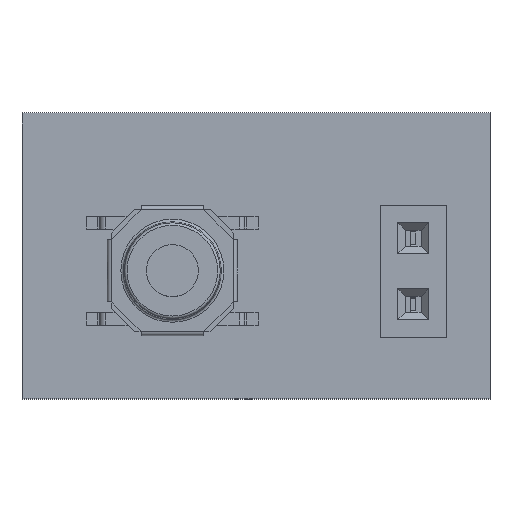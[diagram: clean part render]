
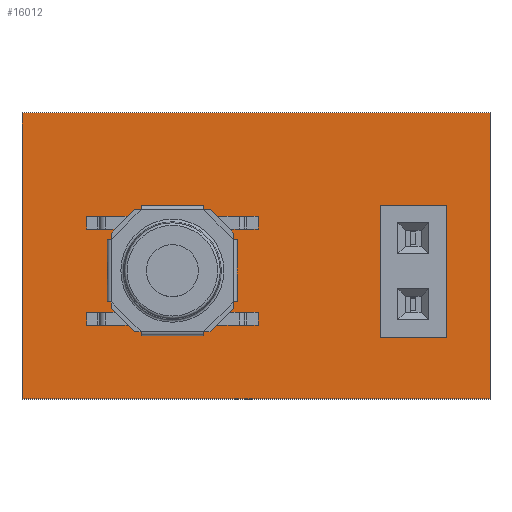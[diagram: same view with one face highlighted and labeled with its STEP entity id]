
A CAD part, top view. The second image highlights one B-rep face of the part: STEP entity #16012.
In plain terms, the highlighted planar face has unit normal (0, 0, 1).
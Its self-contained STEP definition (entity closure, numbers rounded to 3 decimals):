
#15655 = VERTEX_POINT('',#15656);
#15656 = CARTESIAN_POINT('',(-9.,5.5,1.6));
#15663 = PLANE('',#15664);
#15664 = AXIS2_PLACEMENT_3D('',#15665,#15666,#15667);
#15665 = CARTESIAN_POINT('',(-9.,5.5,0.));
#15666 = DIRECTION('',(0.,1.,0.));
#15667 = DIRECTION('',(1.,0.,0.));
#15675 = PLANE('',#15676);
#15676 = AXIS2_PLACEMENT_3D('',#15677,#15678,#15679);
#15677 = CARTESIAN_POINT('',(-9.,-5.5,0.));
#15678 = DIRECTION('',(-1.,0.,0.));
#15679 = DIRECTION('',(0.,1.,0.));
#15687 = EDGE_CURVE('',#15655,#15688,#15690,.T.);
#15688 = VERTEX_POINT('',#15689);
#15689 = CARTESIAN_POINT('',(9.,5.5,1.6));
#15690 = SURFACE_CURVE('',#15691,(#15695,#15702),.PCURVE_S1.);
#15691 = LINE('',#15692,#15693);
#15692 = CARTESIAN_POINT('',(-9.,5.5,1.6));
#15693 = VECTOR('',#15694,1.);
#15694 = DIRECTION('',(1.,0.,0.));
#15695 = PCURVE('',#15663,#15696);
#15696 = DEFINITIONAL_REPRESENTATION('',(#15697),#15701);
#15697 = LINE('',#15698,#15699);
#15698 = CARTESIAN_POINT('',(0.,-1.6));
#15699 = VECTOR('',#15700,1.);
#15700 = DIRECTION('',(1.,0.));
#15701 = ( GEOMETRIC_REPRESENTATION_CONTEXT(2) 
PARAMETRIC_REPRESENTATION_CONTEXT() REPRESENTATION_CONTEXT('2D SPACE',''
  ) );
#15702 = PCURVE('',#15703,#15708);
#15703 = PLANE('',#15704);
#15704 = AXIS2_PLACEMENT_3D('',#15705,#15706,#15707);
#15705 = CARTESIAN_POINT('',(0.,0.,1.6));
#15706 = DIRECTION('',(-0.,-0.,-1.));
#15707 = DIRECTION('',(-1.,0.,0.));
#15708 = DEFINITIONAL_REPRESENTATION('',(#15709),#15713);
#15709 = LINE('',#15710,#15711);
#15710 = CARTESIAN_POINT('',(9.,5.5));
#15711 = VECTOR('',#15712,1.);
#15712 = DIRECTION('',(-1.,0.));
#15713 = ( GEOMETRIC_REPRESENTATION_CONTEXT(2) 
PARAMETRIC_REPRESENTATION_CONTEXT() REPRESENTATION_CONTEXT('2D SPACE',''
  ) );
#15731 = PLANE('',#15732);
#15732 = AXIS2_PLACEMENT_3D('',#15733,#15734,#15735);
#15733 = CARTESIAN_POINT('',(9.,5.5,0.));
#15734 = DIRECTION('',(1.,0.,-0.));
#15735 = DIRECTION('',(0.,-1.,0.));
#15775 = VERTEX_POINT('',#15776);
#15776 = CARTESIAN_POINT('',(-9.,-5.5,1.6));
#15790 = PLANE('',#15791);
#15791 = AXIS2_PLACEMENT_3D('',#15792,#15793,#15794);
#15792 = CARTESIAN_POINT('',(9.,-5.5,0.));
#15793 = DIRECTION('',(0.,-1.,0.));
#15794 = DIRECTION('',(-1.,0.,0.));
#15802 = EDGE_CURVE('',#15775,#15655,#15803,.T.);
#15803 = SURFACE_CURVE('',#15804,(#15808,#15815),.PCURVE_S1.);
#15804 = LINE('',#15805,#15806);
#15805 = CARTESIAN_POINT('',(-9.,-5.5,1.6));
#15806 = VECTOR('',#15807,1.);
#15807 = DIRECTION('',(0.,1.,0.));
#15808 = PCURVE('',#15675,#15809);
#15809 = DEFINITIONAL_REPRESENTATION('',(#15810),#15814);
#15810 = LINE('',#15811,#15812);
#15811 = CARTESIAN_POINT('',(0.,-1.6));
#15812 = VECTOR('',#15813,1.);
#15813 = DIRECTION('',(1.,0.));
#15814 = ( GEOMETRIC_REPRESENTATION_CONTEXT(2) 
PARAMETRIC_REPRESENTATION_CONTEXT() REPRESENTATION_CONTEXT('2D SPACE',''
  ) );
#15815 = PCURVE('',#15703,#15816);
#15816 = DEFINITIONAL_REPRESENTATION('',(#15817),#15821);
#15817 = LINE('',#15818,#15819);
#15818 = CARTESIAN_POINT('',(9.,-5.5));
#15819 = VECTOR('',#15820,1.);
#15820 = DIRECTION('',(0.,1.));
#15821 = ( GEOMETRIC_REPRESENTATION_CONTEXT(2) 
PARAMETRIC_REPRESENTATION_CONTEXT() REPRESENTATION_CONTEXT('2D SPACE',''
  ) );
#15849 = EDGE_CURVE('',#15688,#15850,#15852,.T.);
#15850 = VERTEX_POINT('',#15851);
#15851 = CARTESIAN_POINT('',(9.,-5.5,1.6));
#15852 = SURFACE_CURVE('',#15853,(#15857,#15864),.PCURVE_S1.);
#15853 = LINE('',#15854,#15855);
#15854 = CARTESIAN_POINT('',(9.,5.5,1.6));
#15855 = VECTOR('',#15856,1.);
#15856 = DIRECTION('',(0.,-1.,0.));
#15857 = PCURVE('',#15731,#15858);
#15858 = DEFINITIONAL_REPRESENTATION('',(#15859),#15863);
#15859 = LINE('',#15860,#15861);
#15860 = CARTESIAN_POINT('',(0.,-1.6));
#15861 = VECTOR('',#15862,1.);
#15862 = DIRECTION('',(1.,0.));
#15863 = ( GEOMETRIC_REPRESENTATION_CONTEXT(2) 
PARAMETRIC_REPRESENTATION_CONTEXT() REPRESENTATION_CONTEXT('2D SPACE',''
  ) );
#15864 = PCURVE('',#15703,#15865);
#15865 = DEFINITIONAL_REPRESENTATION('',(#15866),#15870);
#15866 = LINE('',#15867,#15868);
#15867 = CARTESIAN_POINT('',(-9.,5.5));
#15868 = VECTOR('',#15869,1.);
#15869 = DIRECTION('',(0.,-1.));
#15870 = ( GEOMETRIC_REPRESENTATION_CONTEXT(2) 
PARAMETRIC_REPRESENTATION_CONTEXT() REPRESENTATION_CONTEXT('2D SPACE',''
  ) );
#15966 = CYLINDRICAL_SURFACE('',#15967,0.5);
#15967 = AXIS2_PLACEMENT_3D('',#15968,#15969,#15970);
#15968 = CARTESIAN_POINT('',(6.05,-1.87,-0.8));
#15969 = DIRECTION('',(0.,0.,1.));
#15970 = DIRECTION('',(1.,0.,-0.));
#16001 = CYLINDRICAL_SURFACE('',#16002,0.5);
#16002 = AXIS2_PLACEMENT_3D('',#16003,#16004,#16005);
#16003 = CARTESIAN_POINT('',(6.05,0.67,-0.8));
#16004 = DIRECTION('',(0.,0.,1.));
#16005 = DIRECTION('',(1.,0.,-0.));
#16012 = ADVANCED_FACE('',(#16013,#16039,#16069),#15703,.F.);
#16013 = FACE_BOUND('',#16014,.F.);
#16014 = EDGE_LOOP('',(#16015,#16016,#16017,#16038));
#16015 = ORIENTED_EDGE('',*,*,#15687,.T.);
#16016 = ORIENTED_EDGE('',*,*,#15849,.T.);
#16017 = ORIENTED_EDGE('',*,*,#16018,.T.);
#16018 = EDGE_CURVE('',#15850,#15775,#16019,.T.);
#16019 = SURFACE_CURVE('',#16020,(#16024,#16031),.PCURVE_S1.);
#16020 = LINE('',#16021,#16022);
#16021 = CARTESIAN_POINT('',(9.,-5.5,1.6));
#16022 = VECTOR('',#16023,1.);
#16023 = DIRECTION('',(-1.,0.,0.));
#16024 = PCURVE('',#15703,#16025);
#16025 = DEFINITIONAL_REPRESENTATION('',(#16026),#16030);
#16026 = LINE('',#16027,#16028);
#16027 = CARTESIAN_POINT('',(-9.,-5.5));
#16028 = VECTOR('',#16029,1.);
#16029 = DIRECTION('',(1.,0.));
#16030 = ( GEOMETRIC_REPRESENTATION_CONTEXT(2) 
PARAMETRIC_REPRESENTATION_CONTEXT() REPRESENTATION_CONTEXT('2D SPACE',''
  ) );
#16031 = PCURVE('',#15790,#16032);
#16032 = DEFINITIONAL_REPRESENTATION('',(#16033),#16037);
#16033 = LINE('',#16034,#16035);
#16034 = CARTESIAN_POINT('',(0.,-1.6));
#16035 = VECTOR('',#16036,1.);
#16036 = DIRECTION('',(1.,0.));
#16037 = ( GEOMETRIC_REPRESENTATION_CONTEXT(2) 
PARAMETRIC_REPRESENTATION_CONTEXT() REPRESENTATION_CONTEXT('2D SPACE',''
  ) );
#16038 = ORIENTED_EDGE('',*,*,#15802,.T.);
#16039 = FACE_BOUND('',#16040,.F.);
#16040 = EDGE_LOOP('',(#16041));
#16041 = ORIENTED_EDGE('',*,*,#16042,.T.);
#16042 = EDGE_CURVE('',#16043,#16043,#16045,.T.);
#16043 = VERTEX_POINT('',#16044);
#16044 = CARTESIAN_POINT('',(6.55,-1.87,1.6));
#16045 = SURFACE_CURVE('',#16046,(#16051,#16062),.PCURVE_S1.);
#16046 = CIRCLE('',#16047,0.5);
#16047 = AXIS2_PLACEMENT_3D('',#16048,#16049,#16050);
#16048 = CARTESIAN_POINT('',(6.05,-1.87,1.6));
#16049 = DIRECTION('',(0.,0.,1.));
#16050 = DIRECTION('',(1.,0.,-0.));
#16051 = PCURVE('',#15703,#16052);
#16052 = DEFINITIONAL_REPRESENTATION('',(#16053),#16061);
#16053 = ( BOUNDED_CURVE() B_SPLINE_CURVE(2,(#16054,#16055,#16056,#16057
    ,#16058,#16059,#16060),.UNSPECIFIED.,.T.,.F.) 
B_SPLINE_CURVE_WITH_KNOTS((1,2,2,2,2,1),(-2.094,0.,
    2.094,4.189,6.283,8.378),
.UNSPECIFIED.) CURVE() GEOMETRIC_REPRESENTATION_ITEM() 
RATIONAL_B_SPLINE_CURVE((1.,0.5,1.,0.5,1.,0.5,1.)) REPRESENTATION_ITEM(
  '') );
#16054 = CARTESIAN_POINT('',(-6.55,-1.87));
#16055 = CARTESIAN_POINT('',(-6.55,-1.004));
#16056 = CARTESIAN_POINT('',(-5.8,-1.437));
#16057 = CARTESIAN_POINT('',(-5.05,-1.87));
#16058 = CARTESIAN_POINT('',(-5.8,-2.303));
#16059 = CARTESIAN_POINT('',(-6.55,-2.736));
#16060 = CARTESIAN_POINT('',(-6.55,-1.87));
#16061 = ( GEOMETRIC_REPRESENTATION_CONTEXT(2) 
PARAMETRIC_REPRESENTATION_CONTEXT() REPRESENTATION_CONTEXT('2D SPACE',''
  ) );
#16062 = PCURVE('',#15966,#16063);
#16063 = DEFINITIONAL_REPRESENTATION('',(#16064),#16068);
#16064 = LINE('',#16065,#16066);
#16065 = CARTESIAN_POINT('',(0.,2.4));
#16066 = VECTOR('',#16067,1.);
#16067 = DIRECTION('',(1.,0.));
#16068 = ( GEOMETRIC_REPRESENTATION_CONTEXT(2) 
PARAMETRIC_REPRESENTATION_CONTEXT() REPRESENTATION_CONTEXT('2D SPACE',''
  ) );
#16069 = FACE_BOUND('',#16070,.F.);
#16070 = EDGE_LOOP('',(#16071));
#16071 = ORIENTED_EDGE('',*,*,#16072,.T.);
#16072 = EDGE_CURVE('',#16073,#16073,#16075,.T.);
#16073 = VERTEX_POINT('',#16074);
#16074 = CARTESIAN_POINT('',(6.55,0.67,1.6));
#16075 = SURFACE_CURVE('',#16076,(#16081,#16092),.PCURVE_S1.);
#16076 = CIRCLE('',#16077,0.5);
#16077 = AXIS2_PLACEMENT_3D('',#16078,#16079,#16080);
#16078 = CARTESIAN_POINT('',(6.05,0.67,1.6));
#16079 = DIRECTION('',(0.,0.,1.));
#16080 = DIRECTION('',(1.,0.,-0.));
#16081 = PCURVE('',#15703,#16082);
#16082 = DEFINITIONAL_REPRESENTATION('',(#16083),#16091);
#16083 = ( BOUNDED_CURVE() B_SPLINE_CURVE(2,(#16084,#16085,#16086,#16087
    ,#16088,#16089,#16090),.UNSPECIFIED.,.F.,.F.) 
B_SPLINE_CURVE_WITH_KNOTS((1,2,2,2,2,1),(-2.094,0.,
    2.094,4.189,6.283,8.378),
.UNSPECIFIED.) CURVE() GEOMETRIC_REPRESENTATION_ITEM() 
RATIONAL_B_SPLINE_CURVE((1.,0.5,1.,0.5,1.,0.5,1.)) REPRESENTATION_ITEM(
  '') );
#16084 = CARTESIAN_POINT('',(-6.55,0.67));
#16085 = CARTESIAN_POINT('',(-6.55,1.536));
#16086 = CARTESIAN_POINT('',(-5.8,1.103));
#16087 = CARTESIAN_POINT('',(-5.05,0.67));
#16088 = CARTESIAN_POINT('',(-5.8,0.237));
#16089 = CARTESIAN_POINT('',(-6.55,-0.196));
#16090 = CARTESIAN_POINT('',(-6.55,0.67));
#16091 = ( GEOMETRIC_REPRESENTATION_CONTEXT(2) 
PARAMETRIC_REPRESENTATION_CONTEXT() REPRESENTATION_CONTEXT('2D SPACE',''
  ) );
#16092 = PCURVE('',#16001,#16093);
#16093 = DEFINITIONAL_REPRESENTATION('',(#16094),#16098);
#16094 = LINE('',#16095,#16096);
#16095 = CARTESIAN_POINT('',(0.,2.4));
#16096 = VECTOR('',#16097,1.);
#16097 = DIRECTION('',(1.,0.));
#16098 = ( GEOMETRIC_REPRESENTATION_CONTEXT(2) 
PARAMETRIC_REPRESENTATION_CONTEXT() REPRESENTATION_CONTEXT('2D SPACE',''
  ) );
